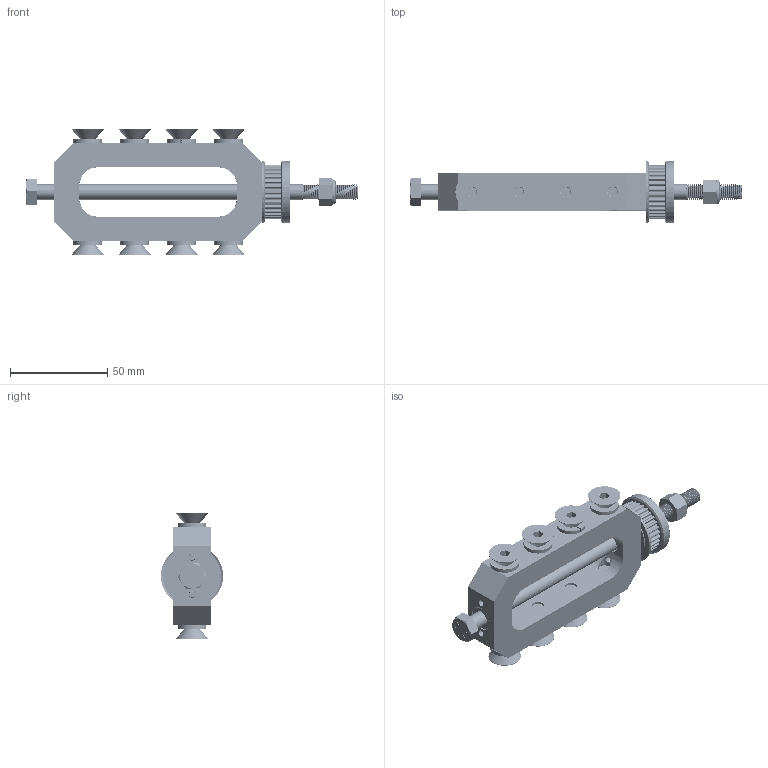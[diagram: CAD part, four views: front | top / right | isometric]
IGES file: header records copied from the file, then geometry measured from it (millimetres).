
Start section: SolidWorks IGES file using analytic representation for surfaces
Global section: file name: Beater Bar Assy.IGS; native system: SolidWorks 2015; preprocessor: SolidWorks 2015; author: Kurtis; date: 190712.111136; units: millimetre
Bounding box: 170.66 x 32 x 65.02 mm (x, y, z)
Surface area: 45689.2 mm2 (no closed solid volume)
Topology: 0 solids, 0 shells, 1321 faces, 20855 edges, 20855 vertices
Faces by surface type: revolution 1003, bspline 318
